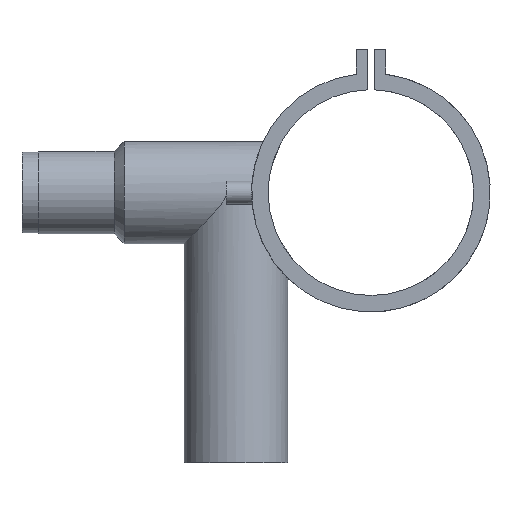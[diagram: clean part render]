
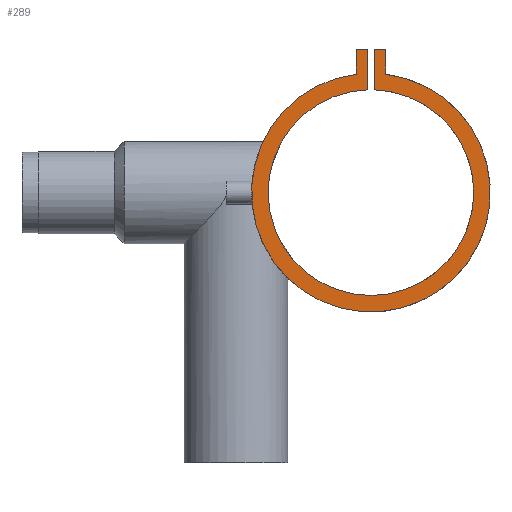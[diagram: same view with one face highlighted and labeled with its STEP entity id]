
A CAD part, left-side view. The second image highlights one B-rep face of the part: STEP entity #289.
In plain terms, the highlighted planar face has unit normal (-1, 0, 0).
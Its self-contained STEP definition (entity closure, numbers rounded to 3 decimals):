
#59 = VERTEX_POINT ( 'NONE', #1419 ) ;
#61 = CARTESIAN_POINT ( 'NONE',  ( -69., 2., 86.939 ) ) ;
#62 = DIRECTION ( 'NONE',  ( 1., 0., 0. ) ) ;
#75 = CARTESIAN_POINT ( 'NONE',  ( -69., 2., 62.468 ) ) ;
#83 = VERTEX_POINT ( 'NONE', #2448 ) ;
#98 = ORIENTED_EDGE ( 'NONE', *, *, #1333, .F. ) ;
#113 = EDGE_CURVE ( 'NONE', #1397, #59, #2392, .T. ) ;
#151 = CARTESIAN_POINT ( 'NONE',  ( -69., 0., 0. ) ) ;
#202 = CARTESIAN_POINT ( 'NONE',  ( -69., 9., 71.939 ) ) ;
#221 = CARTESIAN_POINT ( 'NONE',  ( -69., 0., 0. ) ) ;
#260 = CARTESIAN_POINT ( 'NONE',  ( -69., 9., 86.939 ) ) ;
#261 = FACE_OUTER_BOUND ( 'NONE', #1879, .T. ) ;
#289 = ADVANCED_FACE ( 'NONE', ( #261 ), #1072, .F. ) ;
#337 = VERTEX_POINT ( 'NONE', #75 ) ;
#361 = LINE ( 'NONE', #1172, #2036 ) ;
#400 = ORIENTED_EDGE ( 'NONE', *, *, #1476, .F. ) ;
#531 = ORIENTED_EDGE ( 'NONE', *, *, #1473, .F. ) ;
#599 = CARTESIAN_POINT ( 'NONE',  ( -69., -2., 86.939 ) ) ;
#697 = CARTESIAN_POINT ( 'NONE',  ( -69., -9., 86.939 ) ) ;
#698 = LINE ( 'NONE', #1514, #811 ) ;
#767 = CIRCLE ( 'NONE', #2239, 72.5 ) ;
#811 = VECTOR ( 'NONE', #2301, 1000. ) ;
#871 = DIRECTION ( 'NONE',  ( 0., 0., -1. ) ) ;
#872 = DIRECTION ( 'NONE',  ( 0., 0., -1. ) ) ;
#928 = CARTESIAN_POINT ( 'NONE',  ( -69., 9., 86.939 ) ) ;
#929 = CARTESIAN_POINT ( 'NONE',  ( -69., -2., 62.468 ) ) ;
#959 = DIRECTION ( 'NONE',  ( -1., 0., 0. ) ) ;
#1031 = DIRECTION ( 'NONE',  ( 1., 0., 0. ) ) ;
#1071 = DIRECTION ( 'NONE',  ( 0., -1., 0. ) ) ;
#1072 = PLANE ( 'NONE',  #1523 ) ;
#1118 = VECTOR ( 'NONE', #1071, 1000. ) ;
#1172 = CARTESIAN_POINT ( 'NONE',  ( -69., -2., 86.939 ) ) ;
#1176 = ORIENTED_EDGE ( 'NONE', *, *, #2032, .F. ) ;
#1229 = EDGE_CURVE ( 'NONE', #2229, #1657, #698, .T. ) ;
#1280 = ORIENTED_EDGE ( 'NONE', *, *, #1229, .F. ) ;
#1333 = EDGE_CURVE ( 'NONE', #337, #2575, #2478, .T. ) ;
#1359 = EDGE_CURVE ( 'NONE', #2575, #1397, #361, .T. ) ;
#1367 = AXIS2_PLACEMENT_3D ( 'NONE', #151, #959, #1768 ) ;
#1397 = VERTEX_POINT ( 'NONE', #1415 ) ;
#1410 = ORIENTED_EDGE ( 'NONE', *, *, #1968, .F. ) ;
#1415 = CARTESIAN_POINT ( 'NONE',  ( -69., -2., 86.939 ) ) ;
#1416 = DIRECTION ( 'NONE',  ( 0., -1., 0. ) ) ;
#1419 = CARTESIAN_POINT ( 'NONE',  ( -69., -9., 86.939 ) ) ;
#1454 = VECTOR ( 'NONE', #1513, 1000. ) ;
#1473 = EDGE_CURVE ( 'NONE', #1657, #2437, #2068, .T. ) ;
#1476 = EDGE_CURVE ( 'NONE', #2437, #337, #1880, .T. ) ;
#1513 = DIRECTION ( 'NONE',  ( 0., 0., -1. ) ) ;
#1514 = CARTESIAN_POINT ( 'NONE',  ( -69., 9., 86.939 ) ) ;
#1523 = AXIS2_PLACEMENT_3D ( 'NONE', #1882, #62, #872 ) ;
#1657 = VERTEX_POINT ( 'NONE', #928 ) ;
#1768 = DIRECTION ( 'NONE',  ( 0., 0., -1. ) ) ;
#1771 = VECTOR ( 'NONE', #1416, 1000. ) ;
#1778 = ORIENTED_EDGE ( 'NONE', *, *, #1359, .F. ) ;
#1842 = DIRECTION ( 'NONE',  ( 0., 0., -1. ) ) ;
#1851 = ORIENTED_EDGE ( 'NONE', *, *, #113, .F. ) ;
#1879 = EDGE_LOOP ( 'NONE', ( #1410, #1176, #1851, #1778, #98, #400, #531, #1280 ) ) ;
#1880 = LINE ( 'NONE', #61, #2551 ) ;
#1882 = CARTESIAN_POINT ( 'NONE',  ( -69., 0., 0. ) ) ;
#1968 = EDGE_CURVE ( 'NONE', #83, #2229, #767, .T. ) ;
#1976 = DIRECTION ( 'NONE',  ( 0., 0., 1. ) ) ;
#2032 = EDGE_CURVE ( 'NONE', #59, #83, #2487, .T. ) ;
#2036 = VECTOR ( 'NONE', #1976, 1000. ) ;
#2068 = LINE ( 'NONE', #260, #1118 ) ;
#2229 = VERTEX_POINT ( 'NONE', #202 ) ;
#2239 = AXIS2_PLACEMENT_3D ( 'NONE', #221, #1031, #1842 ) ;
#2301 = DIRECTION ( 'NONE',  ( 0., 0., 1. ) ) ;
#2392 = LINE ( 'NONE', #599, #1771 ) ;
#2437 = VERTEX_POINT ( 'NONE', #2544 ) ;
#2448 = CARTESIAN_POINT ( 'NONE',  ( -69., -9., 71.939 ) ) ;
#2478 = CIRCLE ( 'NONE', #1367, 62.5 ) ;
#2487 = LINE ( 'NONE', #697, #1454 ) ;
#2544 = CARTESIAN_POINT ( 'NONE',  ( -69., 2., 86.939 ) ) ;
#2551 = VECTOR ( 'NONE', #871, 1000. ) ;
#2575 = VERTEX_POINT ( 'NONE', #929 ) ;
